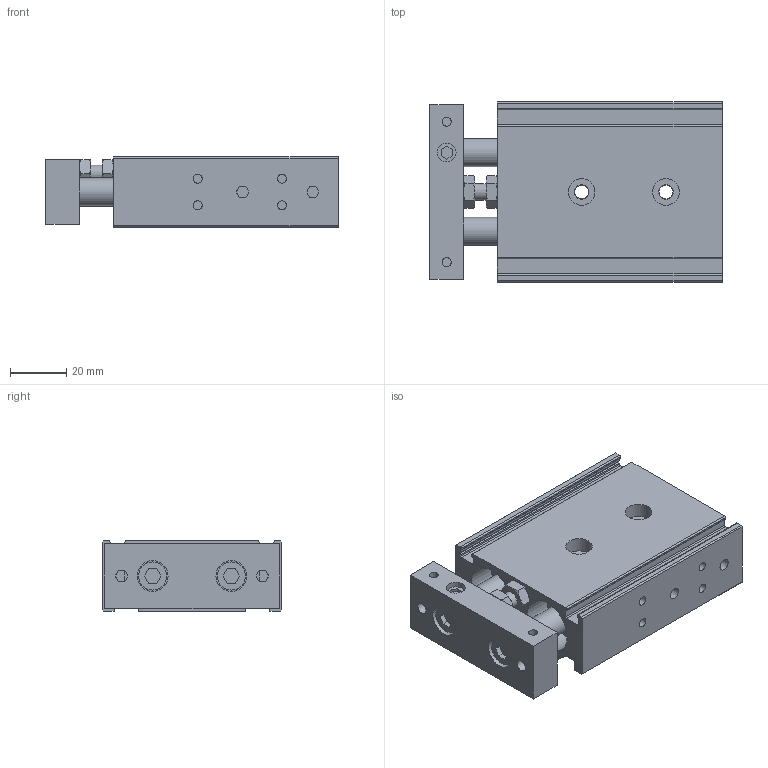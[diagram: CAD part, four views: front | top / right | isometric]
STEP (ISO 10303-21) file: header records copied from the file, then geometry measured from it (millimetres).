
FILE_DESCRIPTION( ( 'STEP AP203' ), '1' );
FILE_NAME( 'EXSM20X10-S-0().stp', '2021-10-12T02:23:39', ( 'License CC BY-ND 4.0' ), ( 'CADENAS' ), ' ', 'PARTsolutions', ' ' );
FILE_SCHEMA( ( 'CONFIG_CONTROL_DESIGN' ) );
Length unit declared in the file: millimetre
Products named in the file (4): EXSM20X10-S-0(); _EXSM20X10-S0-dummy(); _EXSM20X10-S-body(); _EXSM20X10-S-rod
Assembly tree (3 placements, depth 2):
  EXSM20X10-S-0()
    _EXSM20X10-S0-dummy()
    _EXSM20X10-S-body()
    _EXSM20X10-S-rod
Bounding box: 104 x 64 x 25 mm (x, y, z)
Volume: 117162.9 mm3; surface area: 45838.9 mm2
Topology: 2 solids, 2 shells, 213 faces, 472 edges, 307 vertices
Faces by surface type: plane 116, cylinder 71, cone 26
Full cylindrical faces by diameter (mm): 3.242 x12, 4.134 x6, 4.917 x2, 5.2 x2, 6 x1, 6.647 x1, 9.5 x2, 10 x6, 11 x2, 20 x6, 22 x2
Entity records: 5967 total; most frequent: CARTESIAN_POINT 1192, DIRECTION 982, ORIENTED_EDGE 856, EDGE_CURVE 428, AXIS2_PLACEMENT_3D 385, EDGE_LOOP 308, VERTEX_POINT 306, FACE_OUTER_BOUND 255
